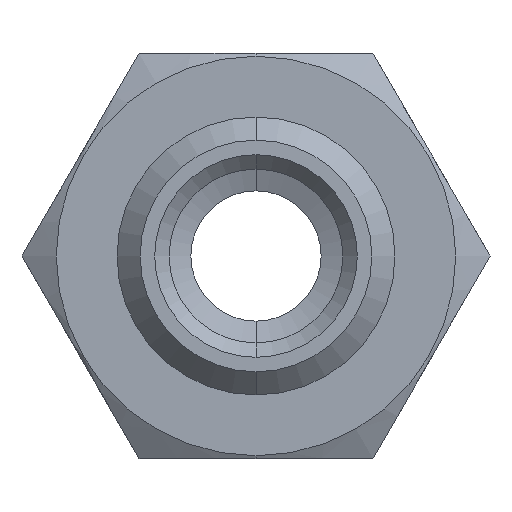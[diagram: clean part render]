
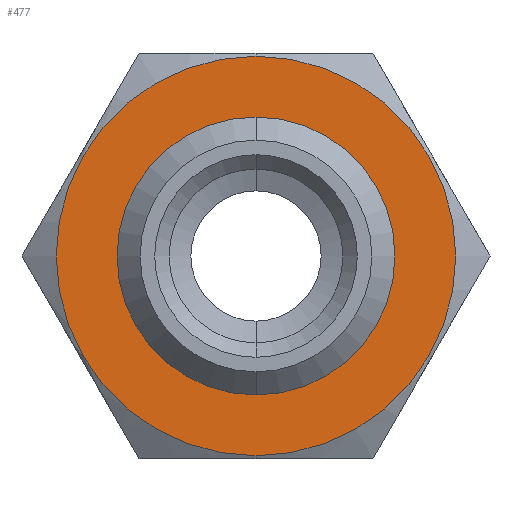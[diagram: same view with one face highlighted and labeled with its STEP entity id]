
A CAD part, front view. The second image highlights one B-rep face of the part: STEP entity #477.
In plain terms, the highlighted planar face has unit normal (0, -1, 0).
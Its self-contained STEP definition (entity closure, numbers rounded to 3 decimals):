
#166 = VERTEX_POINT ( 'NONE', #798 ) ;
#225 = EDGE_CURVE ( 'NONE', #166, #226, #1022, .T. ) ;
#226 = VERTEX_POINT ( 'NONE', #1006 ) ;
#261 = VERTEX_POINT ( 'NONE', #872 ) ;
#262 = EDGE_CURVE ( 'NONE', #266, #261, #1046, .T. ) ;
#266 = VERTEX_POINT ( 'NONE', #1187 ) ;
#392 = EDGE_CURVE ( 'NONE', #226, #166, #1105, .T. ) ;
#477 = ADVANCED_FACE ( 'NONE', ( #1343, #1342 ), #1341, .T. ) ;
#478 = EDGE_LOOP ( 'NONE', ( #479, #528 ) ) ;
#479 = ORIENTED_EDGE ( 'NONE', *, *, #480, .T. ) ;
#480 = EDGE_CURVE ( 'NONE', #261, #266, #1301, .T. ) ;
#509 = ORIENTED_EDGE ( 'NONE', *, *, #225, .F. ) ;
#510 = ORIENTED_EDGE ( 'NONE', *, *, #392, .F. ) ;
#528 = ORIENTED_EDGE ( 'NONE', *, *, #262, .T. ) ;
#529 = EDGE_LOOP ( 'NONE', ( #509, #510 ) ) ;
#798 = CARTESIAN_POINT ( 'NONE',  ( 0., 6., -4.8 ) ) ;
#872 = CARTESIAN_POINT ( 'NONE',  ( 0., 6., 6.9 ) ) ;
#1006 = CARTESIAN_POINT ( 'NONE',  ( 0., 6., 4.8 ) ) ;
#1007 = DIRECTION ( 'NONE',  ( 0., 0., -1. ) ) ;
#1008 = DIRECTION ( 'NONE',  ( 0., -1., 0. ) ) ;
#1009 = AXIS2_PLACEMENT_3D ( 'NONE', #1023, #1008, #1007 ) ;
#1022 = CIRCLE ( 'NONE', #1009, 4.8 ) ;
#1023 = CARTESIAN_POINT ( 'NONE',  ( 0., 6., 0. ) ) ;
#1046 = CIRCLE ( 'NONE', #1210, 6.9 ) ;
#1101 = DIRECTION ( 'NONE',  ( 0., 0., -1. ) ) ;
#1102 = DIRECTION ( 'NONE',  ( 0., -1., 0. ) ) ;
#1103 = CARTESIAN_POINT ( 'NONE',  ( 0., 6., 0. ) ) ;
#1104 = AXIS2_PLACEMENT_3D ( 'NONE', #1103, #1102, #1101 ) ;
#1105 = CIRCLE ( 'NONE', #1104, 4.8 ) ;
#1109 = DIRECTION ( 'NONE',  ( 0., -1., 0. ) ) ;
#1152 = CARTESIAN_POINT ( 'NONE',  ( 0., 6., 0. ) ) ;
#1187 = CARTESIAN_POINT ( 'NONE',  ( 0., 6., -6.9 ) ) ;
#1210 = AXIS2_PLACEMENT_3D ( 'NONE', #1152, #1109, #1217 ) ;
#1217 = DIRECTION ( 'NONE',  ( 0., 0., -1. ) ) ;
#1260 = DIRECTION ( 'NONE',  ( 0., 0., -1. ) ) ;
#1261 = DIRECTION ( 'NONE',  ( 0., -1., 0. ) ) ;
#1262 = CARTESIAN_POINT ( 'NONE',  ( 0., 6., 0. ) ) ;
#1263 = AXIS2_PLACEMENT_3D ( 'NONE', #1262, #1261, #1260 ) ;
#1300 = AXIS2_PLACEMENT_3D ( 'NONE', #1340, #1337, #1336 ) ;
#1301 = CIRCLE ( 'NONE', #1263, 6.9 ) ;
#1336 = DIRECTION ( 'NONE',  ( 0., 0., -1. ) ) ;
#1337 = DIRECTION ( 'NONE',  ( 0., -1., 0. ) ) ;
#1340 = CARTESIAN_POINT ( 'NONE',  ( 6.9, 6., 0. ) ) ;
#1341 = PLANE ( 'NONE',  #1300 ) ;
#1342 = FACE_BOUND ( 'NONE', #529, .T. ) ;
#1343 = FACE_OUTER_BOUND ( 'NONE', #478, .T. ) ;
